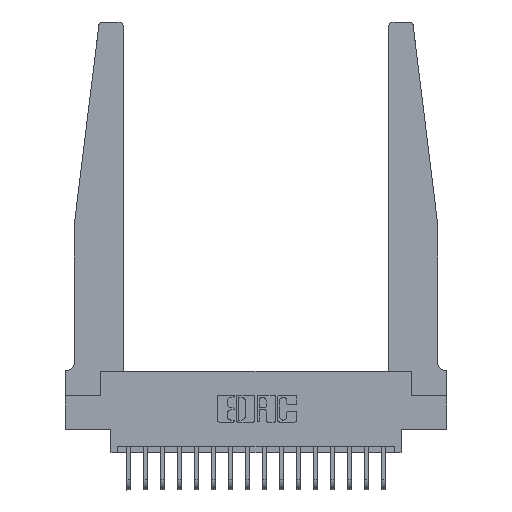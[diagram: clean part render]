
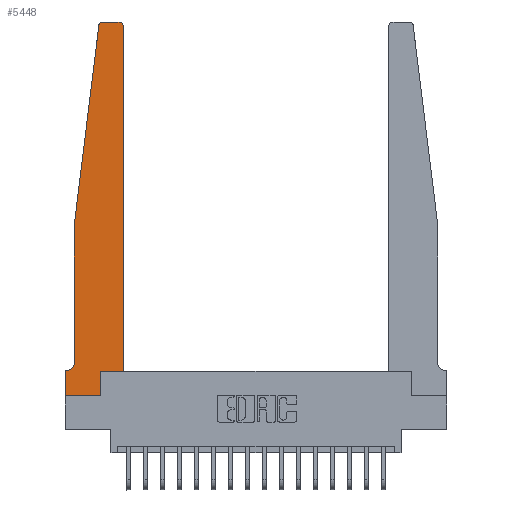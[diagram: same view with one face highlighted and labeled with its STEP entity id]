
A CAD part, top view. The second image highlights one B-rep face of the part: STEP entity #5448.
In plain terms, the highlighted planar face has unit normal (0, 0, 1).
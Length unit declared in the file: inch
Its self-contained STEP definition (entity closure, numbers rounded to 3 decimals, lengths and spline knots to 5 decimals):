
#13 = VERTEX_POINT ( 'NONE', #9723 ) ;
#139 = DIRECTION ( 'NONE',  ( 0., -1., 0. ) ) ;
#217 = PLANE ( 'NONE',  #16664 ) ;
#321 = ORIENTED_EDGE ( 'NONE', *, *, #12418, .T. ) ;
#944 = DIRECTION ( 'NONE',  ( -1., 0., 0. ) ) ;
#1099 = VERTEX_POINT ( 'NONE', #1526 ) ;
#1526 = CARTESIAN_POINT ( 'NONE',  ( 0.065, 1.25, 0.37 ) ) ;
#1823 = CARTESIAN_POINT ( 'NONE',  ( 0.395, 2.72, 0.37 ) ) ;
#2112 = DIRECTION ( 'NONE',  ( -1., 0., 0. ) ) ;
#2149 = ORIENTED_EDGE ( 'NONE', *, *, #16558, .T. ) ;
#2167 = CARTESIAN_POINT ( 'NONE',  ( 0.065, 1.25, 0.37 ) ) ;
#2704 = VECTOR ( 'NONE', #13123, 39.37008 ) ;
#2738 = CARTESIAN_POINT ( 'NONE',  ( 0.015, 0.2375, 0.37 ) ) ;
#2818 = EDGE_CURVE ( 'NONE', #6940, #3878, #18398, .T. ) ;
#3134 = CARTESIAN_POINT ( 'NONE',  ( 0., 0.1875, 0.37 ) ) ;
#3259 = DIRECTION ( 'NONE',  ( 1., 0., 0. ) ) ;
#3413 = VECTOR ( 'NONE', #8090, 39.37008 ) ;
#3461 = VERTEX_POINT ( 'NONE', #4155 ) ;
#3603 = EDGE_LOOP ( 'NONE', ( #5206, #4268, #12570, #2149, #321, #4696, #17957, #9679, #17211, #8620, #13155, #8748 ) ) ;
#3747 = CARTESIAN_POINT ( 'NONE',  ( 0.27653, 2.72, 0.37 ) ) ;
#3878 = VERTEX_POINT ( 'NONE', #13620 ) ;
#4155 = CARTESIAN_POINT ( 'NONE',  ( 0.065, 0.2375, 0.37 ) ) ;
#4156 = DIRECTION ( 'NONE',  ( -1., 0., 0. ) ) ;
#4268 = ORIENTED_EDGE ( 'NONE', *, *, #13376, .T. ) ;
#4417 = CARTESIAN_POINT ( 'NONE',  ( 0.24675, 2.72367, 0.37 ) ) ;
#4518 = DIRECTION ( 'NONE',  ( 0., 0., 1. ) ) ;
#4532 = LINE ( 'NONE', #7715, #7817 ) ;
#4696 = ORIENTED_EDGE ( 'NONE', *, *, #9224, .T. ) ;
#4816 = DIRECTION ( 'NONE',  ( 0., 1., 0. ) ) ;
#5025 = DIRECTION ( 'NONE',  ( 1., 0., 0. ) ) ;
#5063 = EDGE_CURVE ( 'NONE', #6039, #18308, #12069, .T. ) ;
#5165 = DIRECTION ( 'NONE',  ( 1., 0., 0. ) ) ;
#5166 = CARTESIAN_POINT ( 'NONE',  ( 0.25, 2.75, 0.37 ) ) ;
#5206 = ORIENTED_EDGE ( 'NONE', *, *, #17949, .T. ) ;
#5448 = ADVANCED_FACE ( 'NONE', ( #12948 ), #217, .T. ) ;
#5883 = AXIS2_PLACEMENT_3D ( 'NONE', #2738, #12642, #4156 ) ;
#6039 = VERTEX_POINT ( 'NONE', #6838 ) ;
#6838 = CARTESIAN_POINT ( 'NONE',  ( 0.2605, 0.18, 0.37 ) ) ;
#6882 = LINE ( 'NONE', #11682, #2704 ) ;
#6940 = VERTEX_POINT ( 'NONE', #3134 ) ;
#7130 = LINE ( 'NONE', #15206, #3413 ) ;
#7286 = VECTOR ( 'NONE', #14007, 39.37008 ) ;
#7715 = CARTESIAN_POINT ( 'NONE',  ( 0.065, 0.1875, 0.37 ) ) ;
#7817 = VECTOR ( 'NONE', #2112, 39.37008 ) ;
#7843 = CARTESIAN_POINT ( 'NONE',  ( 0.425, 0.18, 0.37 ) ) ;
#8090 = DIRECTION ( 'NONE',  ( 0., 1., 0. ) ) ;
#8605 = EDGE_CURVE ( 'NONE', #16672, #13, #8633, .T. ) ;
#8620 = ORIENTED_EDGE ( 'NONE', *, *, #5063, .T. ) ;
#8630 = AXIS2_PLACEMENT_3D ( 'NONE', #3747, #13662, #5165 ) ;
#8633 = CIRCLE ( 'NONE', #12029, 0.03 ) ;
#8667 = LINE ( 'NONE', #5166, #15785 ) ;
#8742 = VECTOR ( 'NONE', #5025, 39.37008 ) ;
#8748 = ORIENTED_EDGE ( 'NONE', *, *, #8605, .T. ) ;
#9209 = CARTESIAN_POINT ( 'NONE',  ( 0.27653, 2.75, 0.37 ) ) ;
#9224 = EDGE_CURVE ( 'NONE', #11172, #6940, #4532, .T. ) ;
#9475 = CARTESIAN_POINT ( 'NONE',  ( 0.425, 2.72, 0.37 ) ) ;
#9679 = ORIENTED_EDGE ( 'NONE', *, *, #12393, .T. ) ;
#9723 = CARTESIAN_POINT ( 'NONE',  ( 0.395, 2.75, 0.37 ) ) ;
#10399 = VECTOR ( 'NONE', #139, 39.37008 ) ;
#10649 = LINE ( 'NONE', #12518, #7286 ) ;
#10677 = CARTESIAN_POINT ( 'NONE',  ( 0.425, 0.18, 0.37 ) ) ;
#11166 = LINE ( 'NONE', #2167, #18288 ) ;
#11172 = VERTEX_POINT ( 'NONE', #12191 ) ;
#11518 = CARTESIAN_POINT ( 'NONE',  ( 0., 0.1875, 0.37 ) ) ;
#11682 = CARTESIAN_POINT ( 'NONE',  ( 0.065, 1.25, 0.37 ) ) ;
#11709 = EDGE_CURVE ( 'NONE', #18432, #6039, #13775, .T. ) ;
#11730 = DIRECTION ( 'NONE',  ( 0., 0., 1. ) ) ;
#11751 = VERTEX_POINT ( 'NONE', #9209 ) ;
#12029 = AXIS2_PLACEMENT_3D ( 'NONE', #1823, #11730, #3259 ) ;
#12069 = LINE ( 'NONE', #7843, #8742 ) ;
#12191 = CARTESIAN_POINT ( 'NONE',  ( 0.015, 0.1875, 0.37 ) ) ;
#12393 = EDGE_CURVE ( 'NONE', #3878, #18432, #10649, .T. ) ;
#12418 = EDGE_CURVE ( 'NONE', #3461, #11172, #13971, .T. ) ;
#12518 = CARTESIAN_POINT ( 'NONE',  ( 0., 0., 0.37 ) ) ;
#12570 = ORIENTED_EDGE ( 'NONE', *, *, #17682, .T. ) ;
#12642 = DIRECTION ( 'NONE',  ( 0., 0., -1. ) ) ;
#12708 = CARTESIAN_POINT ( 'NONE',  ( 0.2605, 0., 0.37 ) ) ;
#12948 = FACE_OUTER_BOUND ( 'NONE', #3603, .T. ) ;
#13123 = DIRECTION ( 'NONE',  ( -0.122, -0.992, 0. ) ) ;
#13155 = ORIENTED_EDGE ( 'NONE', *, *, #16831, .T. ) ;
#13376 = EDGE_CURVE ( 'NONE', #11751, #13677, #14604, .T. ) ;
#13620 = CARTESIAN_POINT ( 'NONE',  ( 0., 0., 0.37 ) ) ;
#13662 = DIRECTION ( 'NONE',  ( 0., 0., 1. ) ) ;
#13677 = VERTEX_POINT ( 'NONE', #4417 ) ;
#13775 = LINE ( 'NONE', #14726, #17578 ) ;
#13971 = CIRCLE ( 'NONE', #5883, 0.05 ) ;
#14007 = DIRECTION ( 'NONE',  ( 1., 0., 0. ) ) ;
#14432 = DIRECTION ( 'NONE',  ( 1., 0., 0. ) ) ;
#14604 = CIRCLE ( 'NONE', #8630, 0.03 ) ;
#14726 = CARTESIAN_POINT ( 'NONE',  ( 0.2605, 0.18, 0.37 ) ) ;
#14933 = DIRECTION ( 'NONE',  ( 0., -1., 0. ) ) ;
#15206 = CARTESIAN_POINT ( 'NONE',  ( 0.425, 0.18, 0.37 ) ) ;
#15785 = VECTOR ( 'NONE', #944, 39.37008 ) ;
#16558 = EDGE_CURVE ( 'NONE', #1099, #3461, #11166, .T. ) ;
#16664 = AXIS2_PLACEMENT_3D ( 'NONE', #11518, #4518, #14432 ) ;
#16672 = VERTEX_POINT ( 'NONE', #9475 ) ;
#16831 = EDGE_CURVE ( 'NONE', #18308, #16672, #7130, .T. ) ;
#17166 = CARTESIAN_POINT ( 'NONE',  ( 0., 0., 0.37 ) ) ;
#17211 = ORIENTED_EDGE ( 'NONE', *, *, #11709, .T. ) ;
#17578 = VECTOR ( 'NONE', #4816, 39.37008 ) ;
#17682 = EDGE_CURVE ( 'NONE', #13677, #1099, #6882, .T. ) ;
#17949 = EDGE_CURVE ( 'NONE', #13, #11751, #8667, .T. ) ;
#17957 = ORIENTED_EDGE ( 'NONE', *, *, #2818, .T. ) ;
#18288 = VECTOR ( 'NONE', #14933, 39.37008 ) ;
#18308 = VERTEX_POINT ( 'NONE', #10677 ) ;
#18398 = LINE ( 'NONE', #17166, #10399 ) ;
#18432 = VERTEX_POINT ( 'NONE', #12708 ) ;
